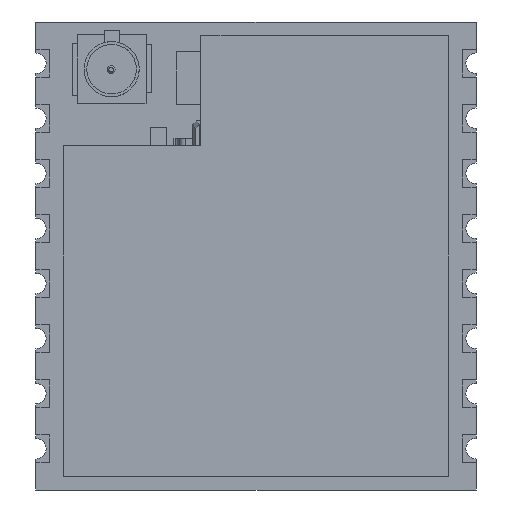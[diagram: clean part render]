
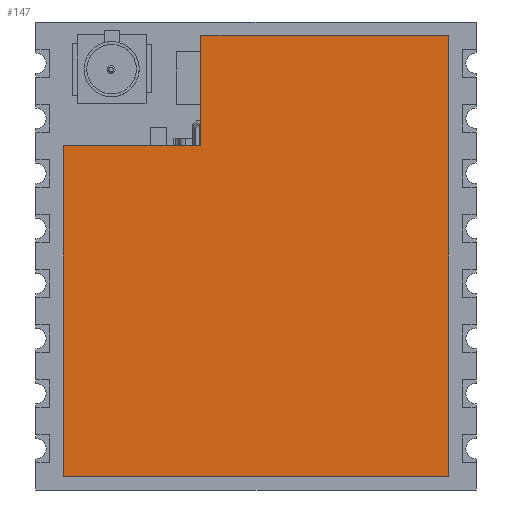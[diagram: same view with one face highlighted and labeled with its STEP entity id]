
A CAD part, front view. The second image highlights one B-rep face of the part: STEP entity #147.
In plain terms, the highlighted planar face has unit normal (0, -1, 0).
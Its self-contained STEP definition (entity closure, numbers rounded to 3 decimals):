
#147=ADVANCED_FACE('',(#474),#4978,.T.);
#474=FACE_OUTER_BOUND('',#803,.T.);
#803=EDGE_LOOP('',(#1566,#1567,#1568,#1569,#1570,#1571));
#1566=ORIENTED_EDGE('',*,*,#2955,.F.);
#1567=ORIENTED_EDGE('',*,*,#2952,.F.);
#1568=ORIENTED_EDGE('',*,*,#2949,.F.);
#1569=ORIENTED_EDGE('',*,*,#2946,.F.);
#1570=ORIENTED_EDGE('',*,*,#2943,.F.);
#1571=ORIENTED_EDGE('',*,*,#2939,.F.);
#2939=EDGE_CURVE('',#4502,#4503,#3821,.T.);
#2943=EDGE_CURVE('',#4503,#4506,#3825,.T.);
#2946=EDGE_CURVE('',#4506,#4508,#3828,.T.);
#2949=EDGE_CURVE('',#4508,#4510,#3831,.T.);
#2952=EDGE_CURVE('',#4510,#4512,#3834,.T.);
#2955=EDGE_CURVE('',#4512,#4502,#3837,.T.);
#3821=B_SPLINE_CURVE_WITH_KNOTS('',1,(#7518,#7519),.UNSPECIFIED.,.F.,.F.,
(2,2),(0.,9.),.UNSPECIFIED.);
#3825=B_SPLINE_CURVE_WITH_KNOTS('',1,(#7526,#7527),.UNSPECIFIED.,.F.,.F.,
(2,2),(9.,25.),.UNSPECIFIED.);
#3828=B_SPLINE_CURVE_WITH_KNOTS('',1,(#7532,#7533),.UNSPECIFIED.,.F.,.F.,
(2,2),(25.,39.),.UNSPECIFIED.);
#3831=B_SPLINE_CURVE_WITH_KNOTS('',1,(#7538,#7539),.UNSPECIFIED.,.F.,.F.,
(2,2),(39.,51.),.UNSPECIFIED.);
#3834=B_SPLINE_CURVE_WITH_KNOTS('',1,(#7544,#7545),.UNSPECIFIED.,.F.,.F.,
(2,2),(51.,56.),.UNSPECIFIED.);
#3837=B_SPLINE_CURVE_WITH_KNOTS('',1,(#7550,#7551),.UNSPECIFIED.,.F.,.F.,
(2,2),(56.,60.),.UNSPECIFIED.);
#4502=VERTEX_POINT('',#6614);
#4503=VERTEX_POINT('',#6615);
#4506=VERTEX_POINT('',#6618);
#4508=VERTEX_POINT('',#6620);
#4510=VERTEX_POINT('',#6622);
#4512=VERTEX_POINT('',#6624);
#4978=PLANE('',#5263);
#5263=AXIS2_PLACEMENT_3D('',#5959,#5531,$);
#5531=DIRECTION('',(0.,-1.,0.));
#5959=CARTESIAN_POINT('',(0.86,-3.28,1.16));
#6614=CARTESIAN_POINT('',(6.,-3.28,1.));
#6615=CARTESIAN_POINT('',(15.,-3.28,1.));
#6618=CARTESIAN_POINT('',(15.,-3.28,-15.));
#6620=CARTESIAN_POINT('',(1.,-3.28,-15.));
#6622=CARTESIAN_POINT('',(1.,-3.28,-3.));
#6624=CARTESIAN_POINT('',(6.,-3.28,-3.));
#7518=CARTESIAN_POINT('',(6.,-3.28,1.));
#7519=CARTESIAN_POINT('',(15.,-3.28,1.));
#7526=CARTESIAN_POINT('',(15.,-3.28,1.));
#7527=CARTESIAN_POINT('',(15.,-3.28,-15.));
#7532=CARTESIAN_POINT('',(15.,-3.28,-15.));
#7533=CARTESIAN_POINT('',(1.,-3.28,-15.));
#7538=CARTESIAN_POINT('',(1.,-3.28,-15.));
#7539=CARTESIAN_POINT('',(1.,-3.28,-3.));
#7544=CARTESIAN_POINT('',(1.,-3.28,-3.));
#7545=CARTESIAN_POINT('',(6.,-3.28,-3.));
#7550=CARTESIAN_POINT('',(6.,-3.28,-3.));
#7551=CARTESIAN_POINT('',(6.,-3.28,1.));
